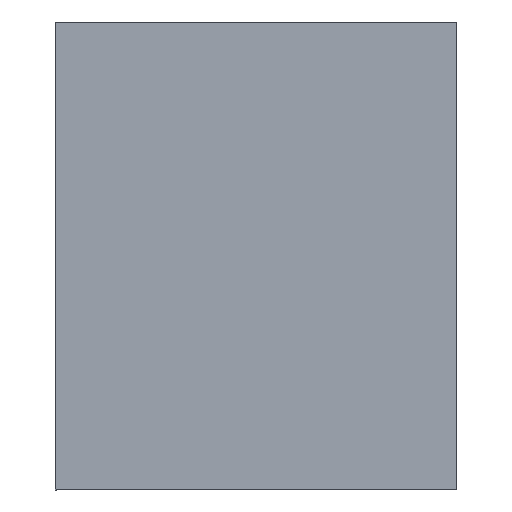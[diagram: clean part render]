
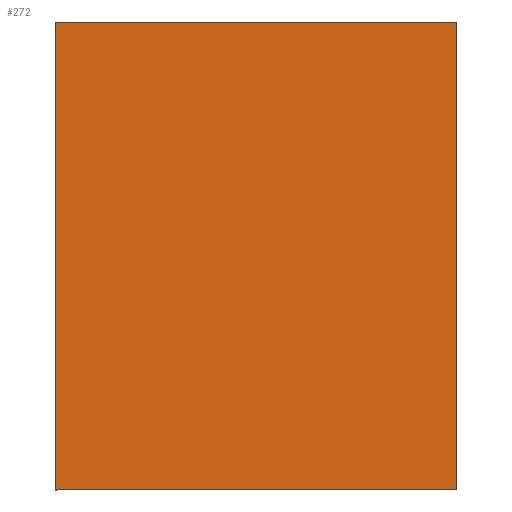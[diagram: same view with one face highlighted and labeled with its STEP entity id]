
A CAD part, front view. The second image highlights one B-rep face of the part: STEP entity #272.
In plain terms, the highlighted planar face has unit normal (0, -1, 0).
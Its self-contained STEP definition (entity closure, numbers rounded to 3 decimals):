
#29=PLANE('',#308);
#43=FACE_OUTER_BOUND('',#58,.T.);
#58=EDGE_LOOP('',(#233,#234,#235,#236));
#89=LINE('',#447,#116);
#90=LINE('',#450,#117);
#91=LINE('',#452,#118);
#92=LINE('',#453,#119);
#116=VECTOR('',#371,10.);
#117=VECTOR('',#374,10.);
#118=VECTOR('',#375,10.);
#119=VECTOR('',#376,10.);
#150=VERTEX_POINT('',#443);
#151=VERTEX_POINT('',#445);
#152=VERTEX_POINT('',#449);
#153=VERTEX_POINT('',#451);
#183=EDGE_CURVE('',#150,#151,#89,.T.);
#184=EDGE_CURVE('',#152,#150,#90,.T.);
#185=EDGE_CURVE('',#153,#151,#91,.T.);
#186=EDGE_CURVE('',#152,#153,#92,.T.);
#233=ORIENTED_EDGE('',*,*,#184,.T.);
#234=ORIENTED_EDGE('',*,*,#183,.T.);
#235=ORIENTED_EDGE('',*,*,#185,.F.);
#236=ORIENTED_EDGE('',*,*,#186,.F.);
#272=ADVANCED_FACE('',(#43),#29,.T.);
#308=AXIS2_PLACEMENT_3D('',#448,#372,#373);
#371=DIRECTION('',(0.,0.,-1.));
#372=DIRECTION('center_axis',(0.,-1.,0.));
#373=DIRECTION('ref_axis',(-1.,0.,0.));
#374=DIRECTION('',(-1.,0.,0.));
#375=DIRECTION('',(-1.,0.,0.));
#376=DIRECTION('',(0.,0.,-1.));
#443=CARTESIAN_POINT('',(204.466,-7.307,65.472));
#445=CARTESIAN_POINT('',(204.466,-7.307,58.472));
#447=CARTESIAN_POINT('',(204.466,-7.307,65.472));
#448=CARTESIAN_POINT('Origin',(210.466,-7.307,65.472));
#449=CARTESIAN_POINT('',(210.466,-7.307,65.472));
#450=CARTESIAN_POINT('',(210.466,-7.307,65.472));
#451=CARTESIAN_POINT('',(210.466,-7.307,58.472));
#452=CARTESIAN_POINT('',(210.466,-7.307,58.472));
#453=CARTESIAN_POINT('',(210.466,-7.307,65.472));
